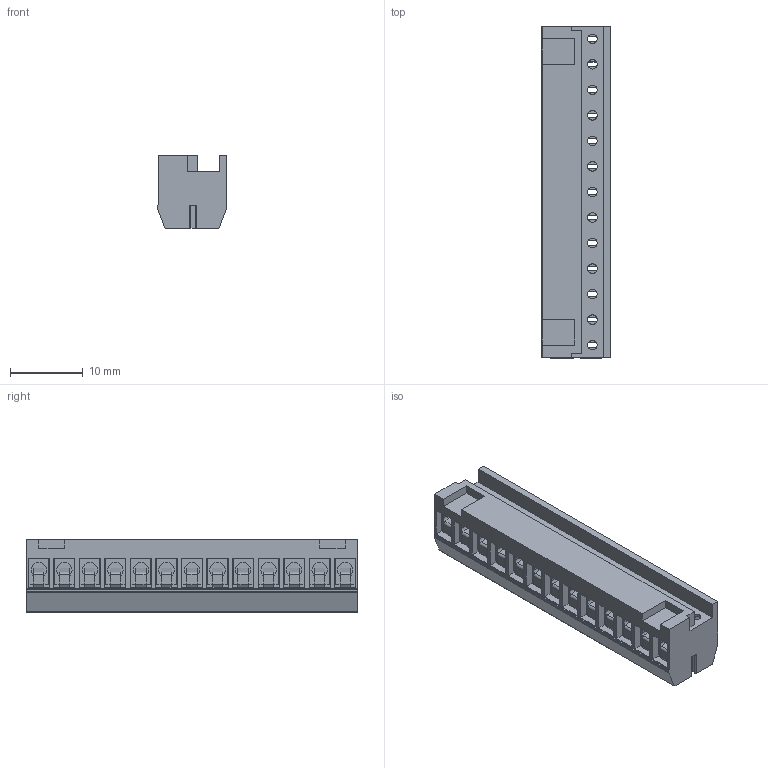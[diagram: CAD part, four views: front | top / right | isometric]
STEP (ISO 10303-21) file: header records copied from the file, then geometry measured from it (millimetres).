
FILE_DESCRIPTION((''),'2;1');
FILE_NAME('0','2024-11-15T14:22:41',('sheji'),(''),'CREO PARAMETRIC BY PTC INC, 2018100','CREO PARAMETRIC BY PTC INC, 2018100','');
FILE_SCHEMA(('CONFIG_CONTROL_DESIGN'));
Length unit declared in the file: millimetre
Products named in the file (1): 0
Bounding box: 9.5 x 45.5 x 10 mm (x, y, z)
Volume: 3190.2 mm3; surface area: 3536.6 mm2
Topology: 1 solids, 1 shells, 787 faces, 2004 edges, 1245 vertices
Faces by surface type: plane 463, cylinder 194, cone 52, bspline 39, extrusion 39
Entity records: 24650 total; most frequent: CARTESIAN_POINT 5633, ORIENTED_EDGE 4008, DIRECTION 3784, EDGE_CURVE 2004, VECTOR 1382, LINE 1343, VERTEX_POINT 1245, AXIS2_PLACEMENT_3D 1201
